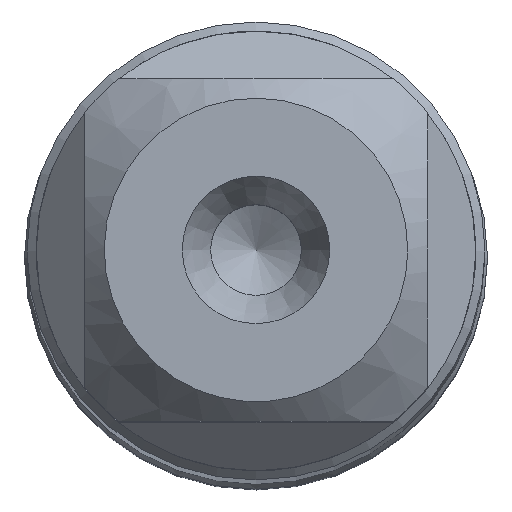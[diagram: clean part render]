
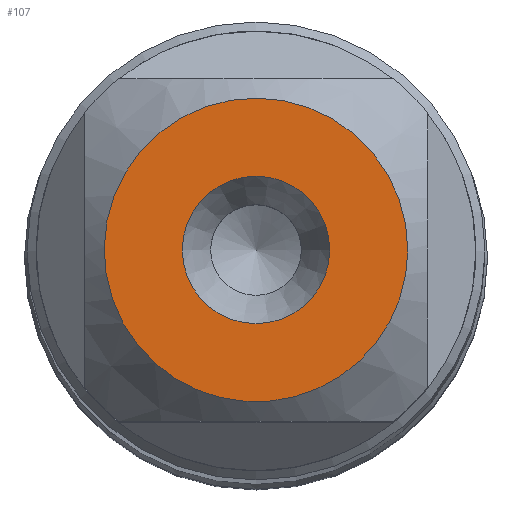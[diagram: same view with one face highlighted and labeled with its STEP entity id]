
A CAD part, top view. The second image highlights one B-rep face of the part: STEP entity #107.
In plain terms, the highlighted planar face has unit normal (0, 0, 1).
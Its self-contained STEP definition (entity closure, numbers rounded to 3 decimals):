
#107=ADVANCED_FACE('',(#158,#159),#132,.F.);
#132=PLANE('',#495);
#158=FACE_BOUND('',#200,.T.);
#159=FACE_BOUND('',#201,.T.);
#200=EDGE_LOOP('',(#250));
#201=EDGE_LOOP('',(#251));
#250=ORIENTED_EDGE('',*,*,#370,.T.);
#251=ORIENTED_EDGE('',*,*,#371,.T.);
#332=VERTEX_POINT('',#734);
#333=VERTEX_POINT('',#736);
#370=EDGE_CURVE('',#332,#332,#414,.T.);
#371=EDGE_CURVE('',#333,#333,#415,.T.);
#414=CIRCLE('',#493,1.3);
#415=CIRCLE('',#494,2.677);
#493=AXIS2_PLACEMENT_3D('',#733,#575,#576);
#494=AXIS2_PLACEMENT_3D('',#735,#577,#578);
#495=AXIS2_PLACEMENT_3D('',#737,#579,#580);
#575=DIRECTION('',(0.,0.,-1.));
#576=DIRECTION('',(-1.,0.,0.));
#577=DIRECTION('',(0.,0.,1.));
#578=DIRECTION('',(1.,0.,0.));
#579=DIRECTION('',(0.,0.,-1.));
#580=DIRECTION('',(-1.,0.,0.));
#733=CARTESIAN_POINT('',(0.,0.,0.));
#734=CARTESIAN_POINT('',(-1.3,0.,0.));
#735=CARTESIAN_POINT('',(0.,0.,0.));
#736=CARTESIAN_POINT('',(2.677,0.,0.));
#737=CARTESIAN_POINT('',(4.339,0.,0.));
